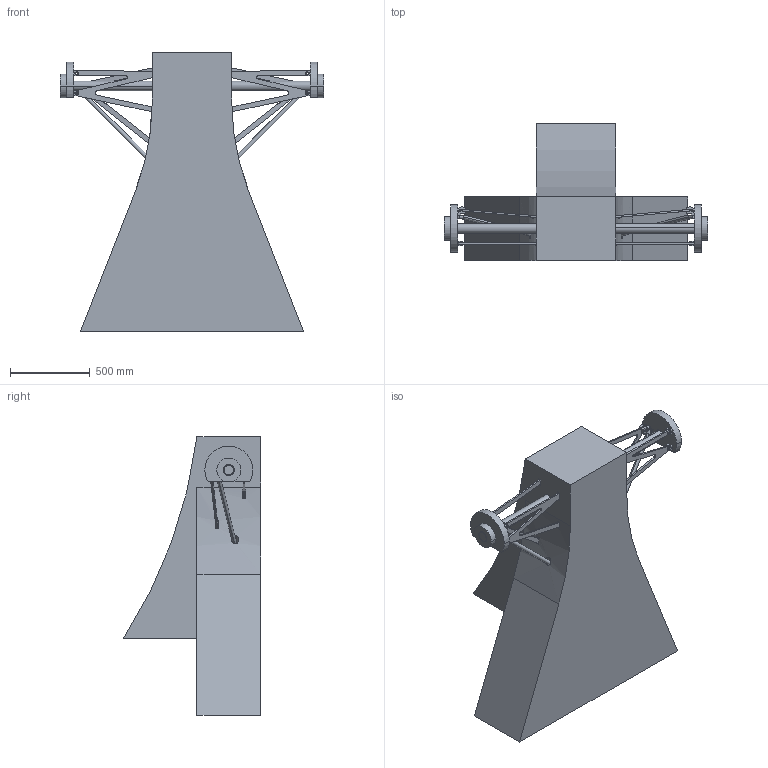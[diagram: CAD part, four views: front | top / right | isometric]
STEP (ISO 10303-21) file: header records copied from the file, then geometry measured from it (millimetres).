
FILE_DESCRIPTION (( 'STEP AP203' ), '1' );
FILE_NAME ('Back Suspension System.STEP', '2020-09-14T14:09:58', ( '' ), ( '' ), 'SwSTEP 2.0', 'SolidWorks 2017', '' );
FILE_SCHEMA (( 'CONFIG_CONTROL_DESIGN' ));
Length unit declared in the file: millimetre
Products named in the file (10): back_suspension_bottom; Back Suspension System; Open Differential; back_suspension_bottom_2; wheel_shaft; back_suspension_top; Brake_support_back_2; Chassis_back; Pushrod_back; Brake_support_back
Assembly tree (12 placements, depth 3):
  Back Suspension System
    Open Differential
      wheel_shaft  x2
    Chassis_back
    Brake_support_back
    back_suspension_top  x2
    Brake_support_back_2
    back_suspension_bottom
    Pushrod_back  x2
    back_suspension_bottom_2
Bounding box: 1654.13 x 861.73 x 1750 mm (x, y, z)
Volume: 682329685.3 mm3; surface area: 7235975.1 mm2
Topology: 11 solids, 11 shells, 360 faces, 920 edges, 604 vertices
Faces by surface type: plane 187, cylinder 171, cone 2
Entity records: 11147 total; most frequent: CARTESIAN_POINT 2226, DIRECTION 1679, ORIENTED_EDGE 1566, EDGE_CURVE 783, AXIS2_PLACEMENT_3D 596, VERTEX_POINT 515, VECTOR 487, LINE 487
